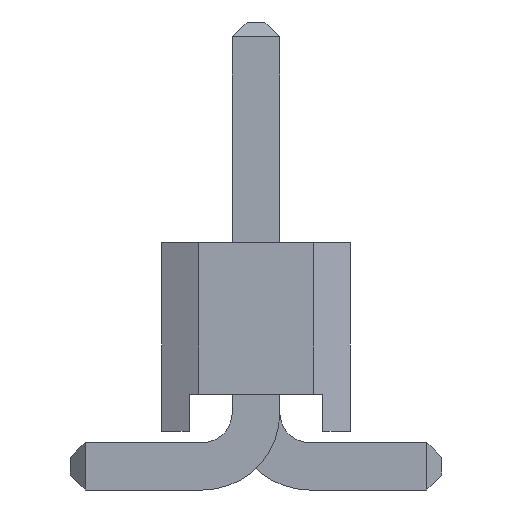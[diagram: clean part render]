
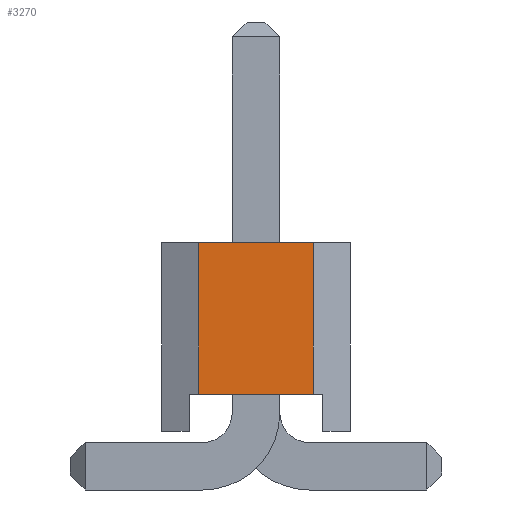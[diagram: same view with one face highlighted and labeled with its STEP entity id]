
A CAD part, left-side view. The second image highlights one B-rep face of the part: STEP entity #3270.
In plain terms, the highlighted planar face has unit normal (-1, 0, 0).
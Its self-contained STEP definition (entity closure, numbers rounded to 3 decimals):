
#286=ORIENTED_EDGE('',*,*,#790,.F.);
#287=ORIENTED_EDGE('',*,*,#852,.T.);
#288=ORIENTED_EDGE('',*,*,#826,.T.);
#289=ORIENTED_EDGE('',*,*,#857,.T.);
#790=EDGE_CURVE('',#1106,#1107,#1336,.T.);
#826=EDGE_CURVE('',#1128,#1133,#1372,.T.);
#852=EDGE_CURVE('',#1106,#1128,#1398,.T.);
#857=EDGE_CURVE('',#1133,#1107,#1403,.T.);
#1106=VERTEX_POINT('',#4287);
#1107=VERTEX_POINT('',#4289);
#1128=VERTEX_POINT('',#4349);
#1133=VERTEX_POINT('',#4358);
#1336=LINE('',#4288,#1654);
#1372=LINE('',#4359,#1690);
#1398=LINE('',#4409,#1716);
#1403=LINE('',#4419,#1721);
#1654=VECTOR('',#3636,1000.);
#1690=VECTOR('',#3688,1000.);
#1716=VECTOR('',#3738,1000.);
#1721=VECTOR('',#3745,1000.);
#1944=EDGE_LOOP('',(#286,#287,#288,#289));
#2084=FACE_BOUND('',#1944,.T.);
#2220=PLANE('',#3409);
#3270=ADVANCED_FACE('',(#2084),#2220,.T.);
#3409=AXIS2_PLACEMENT_3D('',#4418,#3743,#3744);
#3636=DIRECTION('',(0.,0.,1.));
#3688=DIRECTION('',(0.,0.,1.));
#3738=DIRECTION('',(0.,-1.,0.));
#3743=DIRECTION('',(-1.,0.,0.));
#3744=DIRECTION('',(0.,0.,1.));
#3745=DIRECTION('',(0.,1.,0.));
#4287=CARTESIAN_POINT('',(-5.08,0.77,-0.77));
#4288=CARTESIAN_POINT('',(-5.08,0.77,-9.742));
#4289=CARTESIAN_POINT('',(-5.08,0.77,1.27));
#4349=CARTESIAN_POINT('',(-5.08,-0.77,-0.77));
#4358=CARTESIAN_POINT('',(-5.08,-0.77,1.27));
#4359=CARTESIAN_POINT('',(-5.08,-0.77,-9.742));
#4409=CARTESIAN_POINT('',(-5.08,-1.27,-0.77));
#4418=CARTESIAN_POINT('',(-5.08,-1.27,-1.27));
#4419=CARTESIAN_POINT('',(-5.08,-1.27,1.27));
